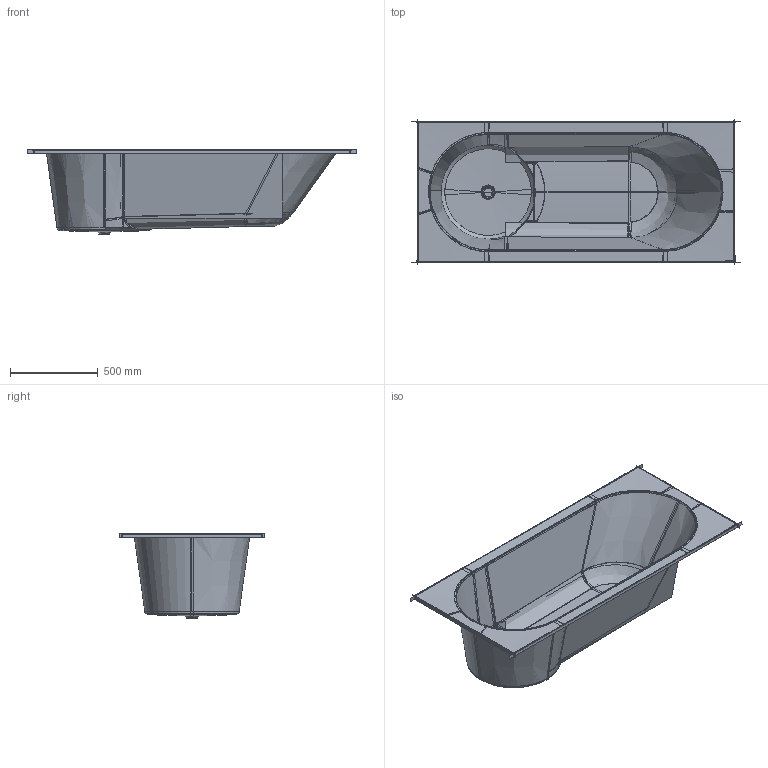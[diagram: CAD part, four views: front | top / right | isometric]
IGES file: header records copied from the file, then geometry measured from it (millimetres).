
Start section:  PTC IGES file: BQ180LIB2V.igs
Global section: file name: BQ180LIB2V.igs; native system: Pro/ENGINEER by Parametric Technology Corporation; preprocessor: 2003490; author: HRADIX; organization: Unknown; date: 040622.140049; units: millimetre
Bounding box: 1869.29 x 829.29 x 480.22 mm (x, y, z)
Surface area: 5188125.3 mm2 (no closed solid volume)
Topology: 0 solids, 0 shells, 194 faces, 2496 edges, 3259 vertices
Faces by surface type: bspline 138, revolution 56
